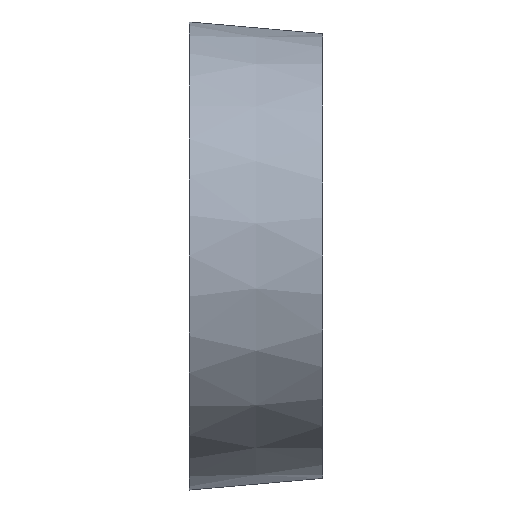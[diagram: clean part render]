
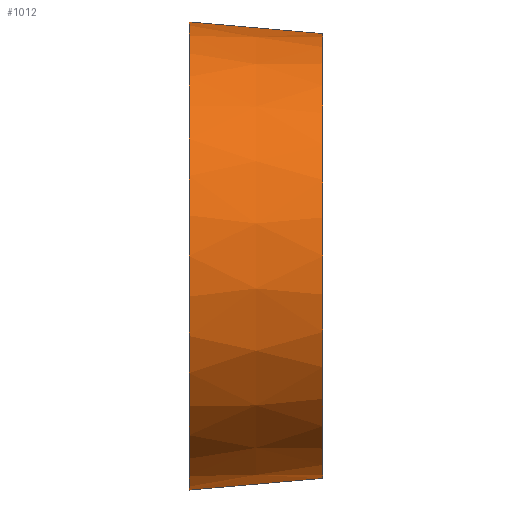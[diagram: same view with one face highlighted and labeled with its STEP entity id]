
A CAD part, left-side view. The second image highlights one B-rep face of the part: STEP entity #1012.
In plain terms, the highlighted conical face has half-angle 5 degrees and reference radius 210 mm.
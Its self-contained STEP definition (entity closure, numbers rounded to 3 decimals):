
#68 = CIRCLE ( 'NONE', #2176, 210. ) ;
#154 = ORIENTED_EDGE ( 'NONE', *, *, #2916, .T. ) ;
#244 = CONICAL_SURFACE ( 'NONE', #1852, 210., 0.087 ) ;
#401 = DIRECTION ( 'NONE',  ( 0., 0.996, -0.087 ) ) ;
#531 = VECTOR ( 'NONE', #401, 1000. ) ;
#762 = ORIENTED_EDGE ( 'NONE', *, *, #3015, .F. ) ;
#1012 = ADVANCED_FACE ( 'NONE', ( #1692 ), #244, .T. ) ;
#1087 = EDGE_CURVE ( 'NONE', #2296, #1994, #3452, .T. ) ;
#1127 = DIRECTION ( 'NONE',  ( 0., 0., 1. ) ) ;
#1334 = CARTESIAN_POINT ( 'NONE',  ( 0., -120., -199.501 ) ) ;
#1445 = ORIENTED_EDGE ( 'NONE', *, *, #1087, .F. ) ;
#1506 = DIRECTION ( 'NONE',  ( 0., 0., 1. ) ) ;
#1692 = FACE_OUTER_BOUND ( 'NONE', #3462, .T. ) ;
#1725 = LINE ( 'NONE', #2273, #2137 ) ;
#1734 = CARTESIAN_POINT ( 'NONE',  ( 0., 0., -210. ) ) ;
#1737 = AXIS2_PLACEMENT_3D ( 'NONE', #2515, #2743, #1127 ) ;
#1852 = AXIS2_PLACEMENT_3D ( 'NONE', #3079, #2834, #3351 ) ;
#1856 = CARTESIAN_POINT ( 'NONE',  ( 0., -120., 199.501 ) ) ;
#1863 = ORIENTED_EDGE ( 'NONE', *, *, #2570, .F. ) ;
#1994 = VERTEX_POINT ( 'NONE', #1334 ) ;
#2137 = VECTOR ( 'NONE', #2557, 1000. ) ;
#2176 = AXIS2_PLACEMENT_3D ( 'NONE', #2595, #3370, #1506 ) ;
#2273 = CARTESIAN_POINT ( 'NONE',  ( 0., 0., 210. ) ) ;
#2296 = VERTEX_POINT ( 'NONE', #1856 ) ;
#2515 = CARTESIAN_POINT ( 'NONE',  ( 0., -120., 0. ) ) ;
#2557 = DIRECTION ( 'NONE',  ( 0., 0.996, 0.087 ) ) ;
#2570 = EDGE_CURVE ( 'NONE', #2970, #3095, #68, .T. ) ;
#2595 = CARTESIAN_POINT ( 'NONE',  ( 0., 0., 0. ) ) ;
#2617 = CARTESIAN_POINT ( 'NONE',  ( 0., 0., 210. ) ) ;
#2743 = DIRECTION ( 'NONE',  ( 0., -1., 0. ) ) ;
#2834 = DIRECTION ( 'NONE',  ( 0., 1., 0. ) ) ;
#2895 = LINE ( 'NONE', #3109, #531 ) ;
#2916 = EDGE_CURVE ( 'NONE', #2296, #3095, #1725, .T. ) ;
#2970 = VERTEX_POINT ( 'NONE', #1734 ) ;
#3015 = EDGE_CURVE ( 'NONE', #1994, #2970, #2895, .T. ) ;
#3079 = CARTESIAN_POINT ( 'NONE',  ( 0., 0., 0. ) ) ;
#3095 = VERTEX_POINT ( 'NONE', #2617 ) ;
#3109 = CARTESIAN_POINT ( 'NONE',  ( 0., 0., -210. ) ) ;
#3351 = DIRECTION ( 'NONE',  ( 0., 0., 1. ) ) ;
#3370 = DIRECTION ( 'NONE',  ( 0., 1., 0. ) ) ;
#3452 = CIRCLE ( 'NONE', #1737, 199.501 ) ;
#3462 = EDGE_LOOP ( 'NONE', ( #762, #1445, #154, #1863 ) ) ;
